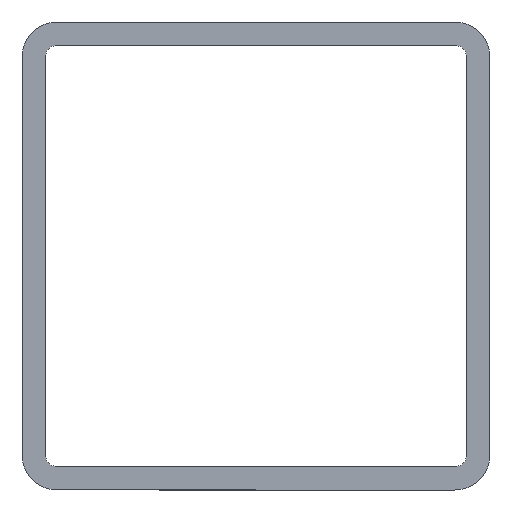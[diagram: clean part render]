
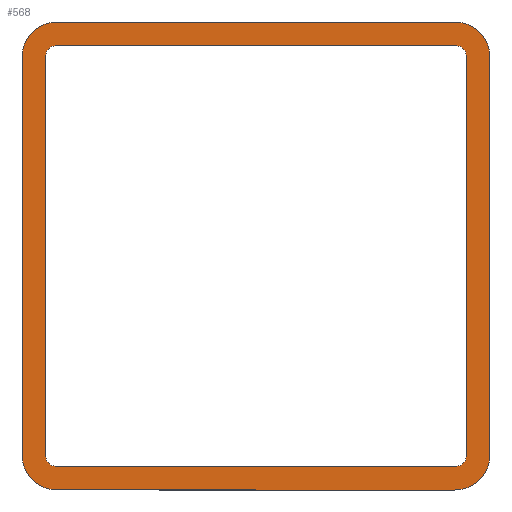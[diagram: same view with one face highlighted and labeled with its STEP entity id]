
A CAD part, front view. The second image highlights one B-rep face of the part: STEP entity #568.
In plain terms, the highlighted planar face has unit normal (0, -1, 0).
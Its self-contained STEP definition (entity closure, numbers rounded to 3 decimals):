
#7 = CARTESIAN_POINT ( 'NONE',  ( 20., 0., -17. ) ) ;
#12 = CARTESIAN_POINT ( 'NONE',  ( 17., 0., -20. ) ) ;
#25 = DIRECTION ( 'NONE',  ( -1., 0., 0. ) ) ;
#36 = AXIS2_PLACEMENT_3D ( 'NONE', #1025, #565, #638 ) ;
#47 = DIRECTION ( 'NONE',  ( 0., 0., -1. ) ) ;
#55 = LINE ( 'NONE', #506, #1116 ) ;
#66 = AXIS2_PLACEMENT_3D ( 'NONE', #561, #451, #580 ) ;
#69 = VECTOR ( 'NONE', #25, 1000. ) ;
#71 = CIRCLE ( 'NONE', #36, 1. ) ;
#85 = DIRECTION ( 'NONE',  ( 0., 1., 0. ) ) ;
#86 = EDGE_LOOP ( 'NONE', ( #938, #184, #876, #1052, #533, #1337, #468, #319 ) ) ;
#139 = CIRCLE ( 'NONE', #66, 3. ) ;
#166 = CIRCLE ( 'NONE', #398, 1. ) ;
#176 = DIRECTION ( 'NONE',  ( 0., 0., -1. ) ) ;
#184 = ORIENTED_EDGE ( 'NONE', *, *, #260, .F. ) ;
#192 = VERTEX_POINT ( 'NONE', #1017 ) ;
#222 = CARTESIAN_POINT ( 'NONE',  ( 17., 0., 17. ) ) ;
#225 = ORIENTED_EDGE ( 'NONE', *, *, #1329, .T. ) ;
#248 = DIRECTION ( 'NONE',  ( -1., 0., 0. ) ) ;
#260 = EDGE_CURVE ( 'NONE', #954, #1433, #647, .T. ) ;
#262 = VECTOR ( 'NONE', #963, 1000. ) ;
#268 = DIRECTION ( 'NONE',  ( 0., 1., 0. ) ) ;
#271 = VERTEX_POINT ( 'NONE', #776 ) ;
#273 = ORIENTED_EDGE ( 'NONE', *, *, #1138, .T. ) ;
#313 = AXIS2_PLACEMENT_3D ( 'NONE', #1408, #1292, #373 ) ;
#319 = ORIENTED_EDGE ( 'NONE', *, *, #1204, .F. ) ;
#329 = LINE ( 'NONE', #784, #69 ) ;
#340 = DIRECTION ( 'NONE',  ( 0., 0., 1. ) ) ;
#350 = VERTEX_POINT ( 'NONE', #1272 ) ;
#352 = DIRECTION ( 'NONE',  ( 0., 1., 0. ) ) ;
#360 = VERTEX_POINT ( 'NONE', #1034 ) ;
#365 = DIRECTION ( 'NONE',  ( 0., 0., 1. ) ) ;
#373 = DIRECTION ( 'NONE',  ( 0., 0., 1. ) ) ;
#384 = CARTESIAN_POINT ( 'NONE',  ( 18., 0., -17. ) ) ;
#394 = LINE ( 'NONE', #1437, #517 ) ;
#395 = CIRCLE ( 'NONE', #664, 1. ) ;
#398 = AXIS2_PLACEMENT_3D ( 'NONE', #739, #268, #406 ) ;
#403 = CARTESIAN_POINT ( 'NONE',  ( -17., 0., 17. ) ) ;
#405 = VERTEX_POINT ( 'NONE', #1497 ) ;
#406 = DIRECTION ( 'NONE',  ( 0., 0., 1. ) ) ;
#418 = DIRECTION ( 'NONE',  ( 0., 1., 0. ) ) ;
#426 = AXIS2_PLACEMENT_3D ( 'NONE', #222, #418, #1474 ) ;
#438 = VERTEX_POINT ( 'NONE', #1403 ) ;
#447 = EDGE_CURVE ( 'NONE', #1433, #1209, #139, .T. ) ;
#451 = DIRECTION ( 'NONE',  ( 0., 1., 0. ) ) ;
#468 = ORIENTED_EDGE ( 'NONE', *, *, #906, .F. ) ;
#481 = CARTESIAN_POINT ( 'NONE',  ( 17., 0., -18. ) ) ;
#490 = CARTESIAN_POINT ( 'NONE',  ( -18., 0., 17. ) ) ;
#500 = VERTEX_POINT ( 'NONE', #7 ) ;
#506 = CARTESIAN_POINT ( 'NONE',  ( -17., 0., 20. ) ) ;
#511 = ORIENTED_EDGE ( 'NONE', *, *, #745, .T. ) ;
#514 = CARTESIAN_POINT ( 'NONE',  ( -17., 0., 18. ) ) ;
#517 = VECTOR ( 'NONE', #848, 1000. ) ;
#533 = ORIENTED_EDGE ( 'NONE', *, *, #1031, .F. ) ;
#541 = DIRECTION ( 'NONE',  ( 0., 0., 1. ) ) ;
#546 = CARTESIAN_POINT ( 'NONE',  ( -17., 0., -17. ) ) ;
#550 = DIRECTION ( 'NONE',  ( 0., 0., 1. ) ) ;
#561 = CARTESIAN_POINT ( 'NONE',  ( -17., 0., 17. ) ) ;
#565 = DIRECTION ( 'NONE',  ( 0., 1., 0. ) ) ;
#568 = ADVANCED_FACE ( 'NONE', ( #808, #942 ), #795, .F. ) ;
#569 = CIRCLE ( 'NONE', #426, 3. ) ;
#580 = DIRECTION ( 'NONE',  ( 0., 0., 1. ) ) ;
#616 = CARTESIAN_POINT ( 'NONE',  ( -17., 0., -18. ) ) ;
#628 = LINE ( 'NONE', #490, #262 ) ;
#638 = DIRECTION ( 'NONE',  ( 0., 0., 1. ) ) ;
#646 = EDGE_CURVE ( 'NONE', #350, #360, #395, .T. ) ;
#647 = LINE ( 'NONE', #1239, #840 ) ;
#652 = ORIENTED_EDGE ( 'NONE', *, *, #1382, .T. ) ;
#664 = AXIS2_PLACEMENT_3D ( 'NONE', #1290, #925, #365 ) ;
#723 = VERTEX_POINT ( 'NONE', #616 ) ;
#736 = VERTEX_POINT ( 'NONE', #1333 ) ;
#739 = CARTESIAN_POINT ( 'NONE',  ( -17., 0., -17. ) ) ;
#741 = CARTESIAN_POINT ( 'NONE',  ( -17., 0., 20. ) ) ;
#745 = EDGE_CURVE ( 'NONE', #723, #736, #166, .T. ) ;
#747 = LINE ( 'NONE', #384, #985 ) ;
#766 = VECTOR ( 'NONE', #248, 1000. ) ;
#770 = CARTESIAN_POINT ( 'NONE',  ( -17., 0., -20. ) ) ;
#776 = CARTESIAN_POINT ( 'NONE',  ( 17., 0., 20. ) ) ;
#777 = EDGE_CURVE ( 'NONE', #1249, #350, #394, .T. ) ;
#784 = CARTESIAN_POINT ( 'NONE',  ( 17., 0., -20. ) ) ;
#795 = PLANE ( 'NONE',  #1139 ) ;
#801 = LINE ( 'NONE', #481, #766 ) ;
#808 = FACE_BOUND ( 'NONE', #809, .T. ) ;
#809 = EDGE_LOOP ( 'NONE', ( #1265, #273, #652, #1475, #511, #891, #225, #1087 ) ) ;
#812 = AXIS2_PLACEMENT_3D ( 'NONE', #546, #85, #340 ) ;
#840 = VECTOR ( 'NONE', #541, 1000. ) ;
#848 = DIRECTION ( 'NONE',  ( 1., 0., 0. ) ) ;
#876 = ORIENTED_EDGE ( 'NONE', *, *, #922, .F. ) ;
#878 = EDGE_CURVE ( 'NONE', #736, #438, #628, .T. ) ;
#891 = ORIENTED_EDGE ( 'NONE', *, *, #878, .T. ) ;
#906 = EDGE_CURVE ( 'NONE', #271, #192, #569, .T. ) ;
#910 = CARTESIAN_POINT ( 'NONE',  ( 17., 0., -18. ) ) ;
#922 = EDGE_CURVE ( 'NONE', #1321, #954, #939, .T. ) ;
#925 = DIRECTION ( 'NONE',  ( 0., 1., 0. ) ) ;
#938 = ORIENTED_EDGE ( 'NONE', *, *, #447, .F. ) ;
#939 = CIRCLE ( 'NONE', #812, 3. ) ;
#942 = FACE_OUTER_BOUND ( 'NONE', #86, .T. ) ;
#954 = VERTEX_POINT ( 'NONE', #1132 ) ;
#963 = DIRECTION ( 'NONE',  ( 0., 0., 1. ) ) ;
#964 = LINE ( 'NONE', #976, #1070 ) ;
#969 = DIRECTION ( 'NONE',  ( 1., 0., 0. ) ) ;
#976 = CARTESIAN_POINT ( 'NONE',  ( 20., 0., -17. ) ) ;
#985 = VECTOR ( 'NONE', #176, 1000. ) ;
#1007 = EDGE_CURVE ( 'NONE', #1131, #1321, #329, .T. ) ;
#1017 = CARTESIAN_POINT ( 'NONE',  ( 20., 0., 17. ) ) ;
#1025 = CARTESIAN_POINT ( 'NONE',  ( 17., 0., -17. ) ) ;
#1031 = EDGE_CURVE ( 'NONE', #500, #1131, #1141, .T. ) ;
#1034 = CARTESIAN_POINT ( 'NONE',  ( 18., 0., 17. ) ) ;
#1040 = CARTESIAN_POINT ( 'NONE',  ( -20., 0., 17. ) ) ;
#1052 = ORIENTED_EDGE ( 'NONE', *, *, #1007, .F. ) ;
#1070 = VECTOR ( 'NONE', #47, 1000. ) ;
#1087 = ORIENTED_EDGE ( 'NONE', *, *, #777, .T. ) ;
#1116 = VECTOR ( 'NONE', #969, 1000. ) ;
#1131 = VERTEX_POINT ( 'NONE', #12 ) ;
#1132 = CARTESIAN_POINT ( 'NONE',  ( -20., 0., -17. ) ) ;
#1138 = EDGE_CURVE ( 'NONE', #360, #405, #747, .T. ) ;
#1139 = AXIS2_PLACEMENT_3D ( 'NONE', #1155, #352, #1274 ) ;
#1141 = CIRCLE ( 'NONE', #313, 3. ) ;
#1155 = CARTESIAN_POINT ( 'NONE',  ( -17., 0., 17. ) ) ;
#1156 = EDGE_CURVE ( 'NONE', #192, #500, #964, .T. ) ;
#1204 = EDGE_CURVE ( 'NONE', #1209, #271, #55, .T. ) ;
#1209 = VERTEX_POINT ( 'NONE', #741 ) ;
#1228 = DIRECTION ( 'NONE',  ( 0., 1., 0. ) ) ;
#1239 = CARTESIAN_POINT ( 'NONE',  ( -20., 0., 17. ) ) ;
#1249 = VERTEX_POINT ( 'NONE', #514 ) ;
#1265 = ORIENTED_EDGE ( 'NONE', *, *, #646, .T. ) ;
#1272 = CARTESIAN_POINT ( 'NONE',  ( 17., 0., 18. ) ) ;
#1274 = DIRECTION ( 'NONE',  ( 0., 0., 1. ) ) ;
#1290 = CARTESIAN_POINT ( 'NONE',  ( 17., 0., 17. ) ) ;
#1292 = DIRECTION ( 'NONE',  ( 0., 1., 0. ) ) ;
#1303 = AXIS2_PLACEMENT_3D ( 'NONE', #403, #1228, #550 ) ;
#1321 = VERTEX_POINT ( 'NONE', #770 ) ;
#1329 = EDGE_CURVE ( 'NONE', #438, #1249, #1381, .T. ) ;
#1333 = CARTESIAN_POINT ( 'NONE',  ( -18., 0., -17. ) ) ;
#1337 = ORIENTED_EDGE ( 'NONE', *, *, #1156, .F. ) ;
#1381 = CIRCLE ( 'NONE', #1303, 1. ) ;
#1382 = EDGE_CURVE ( 'NONE', #405, #1418, #71, .T. ) ;
#1403 = CARTESIAN_POINT ( 'NONE',  ( -18., 0., 17. ) ) ;
#1408 = CARTESIAN_POINT ( 'NONE',  ( 17., 0., -17. ) ) ;
#1418 = VERTEX_POINT ( 'NONE', #910 ) ;
#1433 = VERTEX_POINT ( 'NONE', #1040 ) ;
#1437 = CARTESIAN_POINT ( 'NONE',  ( -17., 0., 18. ) ) ;
#1466 = EDGE_CURVE ( 'NONE', #1418, #723, #801, .T. ) ;
#1474 = DIRECTION ( 'NONE',  ( 0., 0., 1. ) ) ;
#1475 = ORIENTED_EDGE ( 'NONE', *, *, #1466, .T. ) ;
#1497 = CARTESIAN_POINT ( 'NONE',  ( 18., 0., -17. ) ) ;
